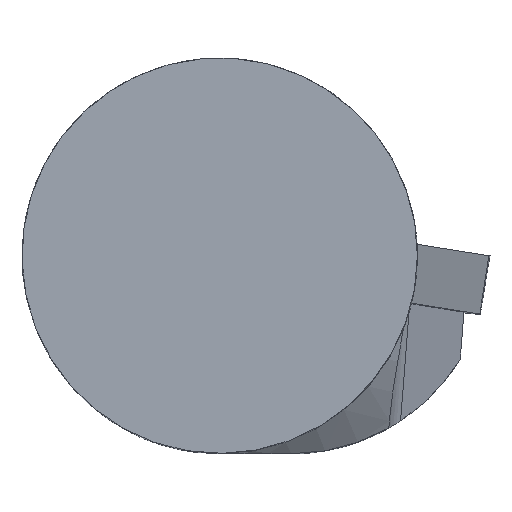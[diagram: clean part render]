
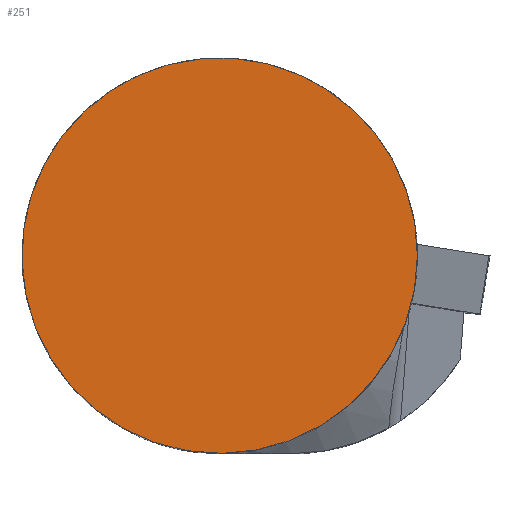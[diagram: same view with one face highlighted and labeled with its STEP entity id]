
A CAD part, top view. The second image highlights one B-rep face of the part: STEP entity #251.
In plain terms, the highlighted planar face has unit normal (0, 0, 1).
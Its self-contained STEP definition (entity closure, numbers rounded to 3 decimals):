
#143=PLANE('',#1340);
#193=FACE_OUTER_BOUND('',#366,.T.);
#251=ADVANCED_FACE('',(#193),#143,.T.);
#366=EDGE_LOOP('',(#839));
#412=CIRCLE('',#1246,16.);
#839=ORIENTED_EDGE('',*,*,#1023,.F.);
#919=VERTEX_POINT('',#1834);
#1023=EDGE_CURVE('',#919,#919,#412,.T.);
#1246=AXIS2_PLACEMENT_3D('',#1833,#1404,#1405);
#1340=AXIS2_PLACEMENT_3D('',#2076,#1639,#1640);
#1404=DIRECTION('',(0.,0.,-1.));
#1405=DIRECTION('',(1.,0.,0.));
#1639=DIRECTION('',(0.,0.,1.));
#1640=DIRECTION('',(1.,0.,0.));
#1833=CARTESIAN_POINT('',(0.,0.,0.));
#1834=CARTESIAN_POINT('',(16.,0.,0.));
#2076=CARTESIAN_POINT('',(0.,0.,0.));
